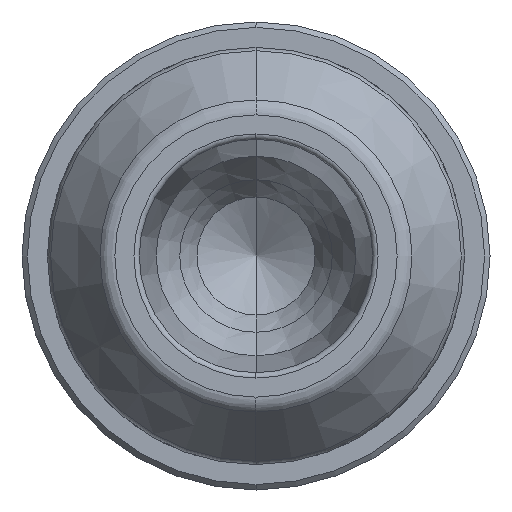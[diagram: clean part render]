
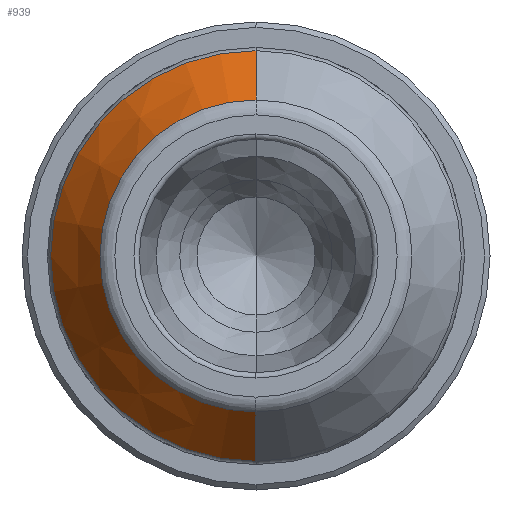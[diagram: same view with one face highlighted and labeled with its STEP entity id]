
A CAD part, left-side view. The second image highlights one B-rep face of the part: STEP entity #939.
In plain terms, the highlighted conical face has half-angle 35 degrees and reference radius 8.3 mm.
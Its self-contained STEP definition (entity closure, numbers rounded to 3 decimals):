
#89 = DIRECTION ( 'NONE',  ( 0.819, 0., 0.574 ) ) ;
#327 = DIRECTION ( 'NONE',  ( 0.819, 0., -0.574 ) ) ;
#388 = ORIENTED_EDGE ( 'NONE', *, *, #3261, .T. ) ;
#435 = VECTOR ( 'NONE', #89, 1000. ) ;
#533 = AXIS2_PLACEMENT_3D ( 'NONE', #3854, #925, #2150 ) ;
#629 = CARTESIAN_POINT ( 'NONE',  ( -7.193, 0., 0. ) ) ;
#684 = VECTOR ( 'NONE', #327, 1000. ) ;
#704 = CARTESIAN_POINT ( 'NONE',  ( -7.62, 0., 0. ) ) ;
#925 = DIRECTION ( 'NONE',  ( -1., 0., 0. ) ) ;
#939 = ADVANCED_FACE ( 'NONE', ( #3633 ), #2571, .T. ) ;
#1008 = CARTESIAN_POINT ( 'NONE',  ( -7.62, 0., 8.3 ) ) ;
#1157 = CARTESIAN_POINT ( 'NONE',  ( -3.308, 0., -11.319 ) ) ;
#1261 = VERTEX_POINT ( 'NONE', #1157 ) ;
#1281 = CIRCLE ( 'NONE', #533, 11.319 ) ;
#1288 = ORIENTED_EDGE ( 'NONE', *, *, #3543, .T. ) ;
#1520 = VERTEX_POINT ( 'NONE', #3067 ) ;
#1562 = AXIS2_PLACEMENT_3D ( 'NONE', #629, #2328, #3930 ) ;
#1586 = EDGE_CURVE ( 'NONE', #3939, #1520, #3653, .T. ) ;
#1886 = CARTESIAN_POINT ( 'NONE',  ( -7.193, 0., -8.599 ) ) ;
#1953 = CARTESIAN_POINT ( 'NONE',  ( -7.62, 0., -8.3 ) ) ;
#2007 = DIRECTION ( 'NONE',  ( 1., 0., 0. ) ) ;
#2023 = AXIS2_PLACEMENT_3D ( 'NONE', #704, #2007, #2029 ) ;
#2029 = DIRECTION ( 'NONE',  ( 0., 0., -1. ) ) ;
#2092 = ORIENTED_EDGE ( 'NONE', *, *, #1586, .T. ) ;
#2150 = DIRECTION ( 'NONE',  ( 0., 0., 1. ) ) ;
#2328 = DIRECTION ( 'NONE',  ( 1., 0., 0. ) ) ;
#2354 = EDGE_LOOP ( 'NONE', ( #388, #2092, #1288, #3574 ) ) ;
#2398 = CIRCLE ( 'NONE', #1562, 8.599 ) ;
#2571 = CONICAL_SURFACE ( 'NONE', #2023, 8.3, 0.611 ) ;
#3067 = CARTESIAN_POINT ( 'NONE',  ( -3.308, 0., 11.319 ) ) ;
#3069 = EDGE_CURVE ( 'NONE', #3516, #1261, #3924, .T. ) ;
#3261 = EDGE_CURVE ( 'NONE', #3516, #3939, #2398, .T. ) ;
#3516 = VERTEX_POINT ( 'NONE', #1886 ) ;
#3543 = EDGE_CURVE ( 'NONE', #1520, #1261, #1281, .T. ) ;
#3574 = ORIENTED_EDGE ( 'NONE', *, *, #3069, .F. ) ;
#3633 = FACE_OUTER_BOUND ( 'NONE', #2354, .T. ) ;
#3653 = LINE ( 'NONE', #1008, #435 ) ;
#3854 = CARTESIAN_POINT ( 'NONE',  ( -3.308, 0., 0. ) ) ;
#3924 = LINE ( 'NONE', #1953, #684 ) ;
#3930 = DIRECTION ( 'NONE',  ( 0., 0., 1. ) ) ;
#3939 = VERTEX_POINT ( 'NONE', #4025 ) ;
#4025 = CARTESIAN_POINT ( 'NONE',  ( -7.193, 0., 8.599 ) ) ;
